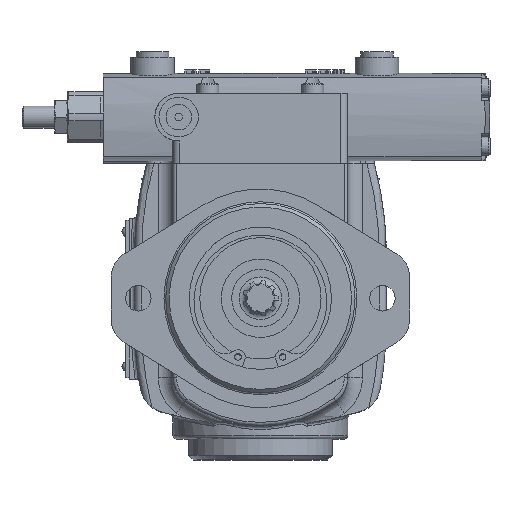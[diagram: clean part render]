
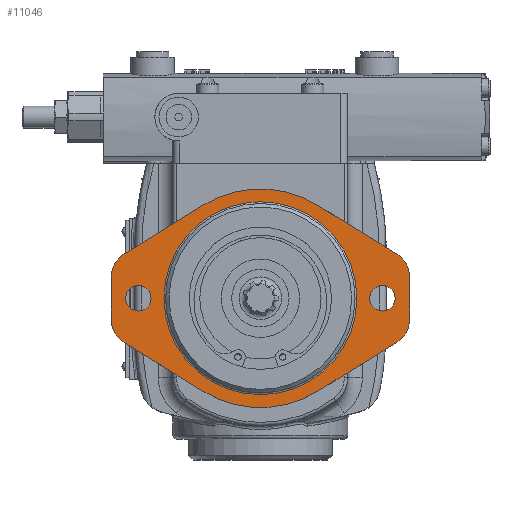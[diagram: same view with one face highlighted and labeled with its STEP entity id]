
A CAD part, top view. The second image highlights one B-rep face of the part: STEP entity #11046.
In plain terms, the highlighted planar face has unit normal (0, 0, 1).
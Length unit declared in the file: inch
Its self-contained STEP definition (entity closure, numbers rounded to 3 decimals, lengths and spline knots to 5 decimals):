
#6785=CARTESIAN_POINT('',(2.56,0.36,0.0));
#6786=VERTEX_POINT('',#6785);
#6787=CARTESIAN_POINT('',(2.56,-0.36,0.0));
#6788=VERTEX_POINT('',#6787);
#6789=CARTESIAN_POINT('',(2.56,0.36,0.0));
#6790=DIRECTION('',(0.0,-1.0,0.0));
#6791=VECTOR('',#6790,0.72);
#6792=LINE('',#6789,#6791);
#6793=EDGE_CURVE('',#6786,#6788,#6792,.T.);
#6825=CARTESIAN_POINT('',(-2.56,-0.36,0.0));
#6826=VERTEX_POINT('',#6825);
#6827=CARTESIAN_POINT('',(-2.56,0.36,0.0));
#6828=VERTEX_POINT('',#6827);
#6829=CARTESIAN_POINT('',(-2.56,-0.36,0.0));
#6830=DIRECTION('',(0.0,1.0,0.0));
#6831=VECTOR('',#6830,0.72);
#6832=LINE('',#6829,#6831);
#6833=EDGE_CURVE('',#6826,#6828,#6832,.T.);
#7597=CARTESIAN_POINT('',(1.655,0.,0.));
#7598=VERTEX_POINT('',#7597);
#7599=CARTESIAN_POINT('',(0.0,0.0,0.0));
#7600=DIRECTION('',(0.0,0.0,1.0));
#7601=DIRECTION('',(1.0,0.0,0.0));
#7602=AXIS2_PLACEMENT_3D('',#7599,#7600,#7601);
#7603=CIRCLE('',#7602,1.655);
#7604=EDGE_CURVE('',#7598,#7598,#7603,.T.);
#7628=CARTESIAN_POINT('',(2.313,0.0,0.0));
#7629=VERTEX_POINT('',#7628);
#7630=CARTESIAN_POINT('',(2.094,0.0,0.0));
#7631=DIRECTION('',(0.0,0.0,1.0));
#7632=DIRECTION('',(-1.0,0.0,0.0));
#7633=AXIS2_PLACEMENT_3D('',#7630,#7631,#7632);
#7634=CIRCLE('',#7633,0.219);
#7635=EDGE_CURVE('',#7629,#7629,#7634,.T.);
#7656=CARTESIAN_POINT('',(-1.875,0.0,0.0));
#7657=VERTEX_POINT('',#7656);
#7658=CARTESIAN_POINT('',(-2.094,0.0,0.0));
#7659=DIRECTION('',(0.0,0.0,1.0));
#7660=DIRECTION('',(-1.0,0.0,0.0));
#7661=AXIS2_PLACEMENT_3D('',#7658,#7659,#7660);
#7662=CIRCLE('',#7661,0.219);
#7663=EDGE_CURVE('',#7657,#7657,#7662,.T.);
#9613=CARTESIAN_POINT('',(-2.33709,0.75981,0.0));
#9614=VERTEX_POINT('',#9613);
#9615=CARTESIAN_POINT('',(-2.09,0.36,0.0));
#9616=DIRECTION('',(0.0,0.0,1.0));
#9617=DIRECTION('',(-0.526,0.851,0.0));
#9618=AXIS2_PLACEMENT_3D('',#9615,#9616,#9617);
#9619=CIRCLE('',#9618,0.47);
#9620=EDGE_CURVE('',#9614,#6828,#9619,.T.);
#9646=CARTESIAN_POINT('',(2.33709,0.75981,0.0));
#9647=VERTEX_POINT('',#9646);
#9648=CARTESIAN_POINT('',(2.09,0.36,0.0));
#9649=DIRECTION('',(0.0,0.0,1.0));
#9650=DIRECTION('',(1.0,0.0,0.0));
#9651=AXIS2_PLACEMENT_3D('',#9648,#9649,#9650);
#9652=CIRCLE('',#9651,0.47);
#9653=EDGE_CURVE('',#6786,#9647,#9652,.T.);
#9671=CARTESIAN_POINT('',(2.33709,-0.75981,0.0));
#9672=VERTEX_POINT('',#9671);
#9673=CARTESIAN_POINT('',(2.09,-0.36,0.0));
#9674=DIRECTION('',(0.0,0.0,1.0));
#9675=DIRECTION('',(0.526,-0.851,0.0));
#9676=AXIS2_PLACEMENT_3D('',#9673,#9674,#9675);
#9677=CIRCLE('',#9676,0.47);
#9678=EDGE_CURVE('',#9672,#6788,#9677,.T.);
#9696=CARTESIAN_POINT('',(0.98573,-1.59498,0.0));
#9697=VERTEX_POINT('',#9696);
#9698=CARTESIAN_POINT('',(2.33709,-0.75981,0.0));
#9699=DIRECTION('',(-0.851,-0.526,0.0));
#9700=VECTOR('',#9699,1.58861);
#9701=LINE('',#9698,#9700);
#9702=EDGE_CURVE('',#9672,#9697,#9701,.T.);
#9738=CARTESIAN_POINT('',(-0.98573,-1.59498,0.0));
#9739=VERTEX_POINT('',#9738);
#9740=CARTESIAN_POINT('',(0.0,0.0,0.0));
#9741=DIRECTION('',(0.0,0.0,1.0));
#9742=DIRECTION('',(-0.526,-0.851,0.0));
#9743=AXIS2_PLACEMENT_3D('',#9740,#9741,#9742);
#9744=CIRCLE('',#9743,1.875);
#9745=EDGE_CURVE('',#9739,#9697,#9744,.T.);
#9771=CARTESIAN_POINT('',(-2.33709,-0.75981,0.0));
#9772=VERTEX_POINT('',#9771);
#9773=CARTESIAN_POINT('',(-0.98573,-1.59498,0.0));
#9774=DIRECTION('',(-0.851,0.526,0.0));
#9775=VECTOR('',#9774,1.58861);
#9776=LINE('',#9773,#9775);
#9777=EDGE_CURVE('',#9739,#9772,#9776,.T.);
#9811=CARTESIAN_POINT('',(-2.09,-0.36,0.0));
#9812=DIRECTION('',(0.0,0.0,1.0));
#9813=DIRECTION('',(-1.0,0.0,0.0));
#9814=AXIS2_PLACEMENT_3D('',#9811,#9812,#9813);
#9815=CIRCLE('',#9814,0.47);
#9816=EDGE_CURVE('',#6826,#9772,#9815,.T.);
#10998=CARTESIAN_POINT('',(0.0,-1.95179,0.0));
#10999=DIRECTION('',(0.0,0.0,1.0));
#11000=DIRECTION('',(1.0,0.0,0.0));
#11001=AXIS2_PLACEMENT_3D('',#10998,#10999,#11000);
#11002=PLANE('',#11001);
#11003=ORIENTED_EDGE('',*,*,#9620,.T.);
#11004=ORIENTED_EDGE('',*,*,#6833,.F.);
#11005=ORIENTED_EDGE('',*,*,#9816,.T.);
#11006=ORIENTED_EDGE('',*,*,#9777,.F.);
#11007=ORIENTED_EDGE('',*,*,#9745,.T.);
#11008=ORIENTED_EDGE('',*,*,#9702,.F.);
#11009=ORIENTED_EDGE('',*,*,#9678,.T.);
#11010=ORIENTED_EDGE('',*,*,#6793,.F.);
#11011=ORIENTED_EDGE('',*,*,#9653,.T.);
#11012=CARTESIAN_POINT('',(0.98573,1.59498,0.0));
#11013=VERTEX_POINT('',#11012);
#11014=CARTESIAN_POINT('',(2.33709,0.75981,0.0));
#11015=DIRECTION('',(-0.851,0.526,0.0));
#11016=VECTOR('',#11015,1.58861);
#11017=LINE('',#11014,#11016);
#11018=EDGE_CURVE('',#9647,#11013,#11017,.T.);
#11019=ORIENTED_EDGE('',*,*,#11018,.T.);
#11020=CARTESIAN_POINT('',(-0.98573,1.59498,0.0));
#11021=VERTEX_POINT('',#11020);
#11022=CARTESIAN_POINT('',(0.0,0.0,0.0));
#11023=DIRECTION('',(0.0,0.0,1.0));
#11024=DIRECTION('',(0.526,0.851,0.0));
#11025=AXIS2_PLACEMENT_3D('',#11022,#11023,#11024);
#11026=CIRCLE('',#11025,1.875);
#11027=EDGE_CURVE('',#11013,#11021,#11026,.T.);
#11028=ORIENTED_EDGE('',*,*,#11027,.T.);
#11029=CARTESIAN_POINT('',(-0.98573,1.59498,0.0));
#11030=DIRECTION('',(-0.851,-0.526,0.0));
#11031=VECTOR('',#11030,1.58861);
#11032=LINE('',#11029,#11031);
#11033=EDGE_CURVE('',#11021,#9614,#11032,.T.);
#11034=ORIENTED_EDGE('',*,*,#11033,.T.);
#11035=EDGE_LOOP('',(#11003,#11004,#11005,#11006,#11007,#11008,#11009,#11010,#11011,#11019,#11028,#11034));
#11036=FACE_OUTER_BOUND('',#11035,.T.);
#11037=ORIENTED_EDGE('',*,*,#7604,.F.);
#11038=EDGE_LOOP('',(#11037));
#11039=FACE_BOUND('',#11038,.T.);
#11040=ORIENTED_EDGE('',*,*,#7635,.F.);
#11041=EDGE_LOOP('',(#11040));
#11042=FACE_BOUND('',#11041,.T.);
#11043=ORIENTED_EDGE('',*,*,#7663,.F.);
#11044=EDGE_LOOP('',(#11043));
#11045=FACE_BOUND('',#11044,.T.);
#11046=ADVANCED_FACE('',(#11036,#11039,#11042,#11045),#11002,.T.);
